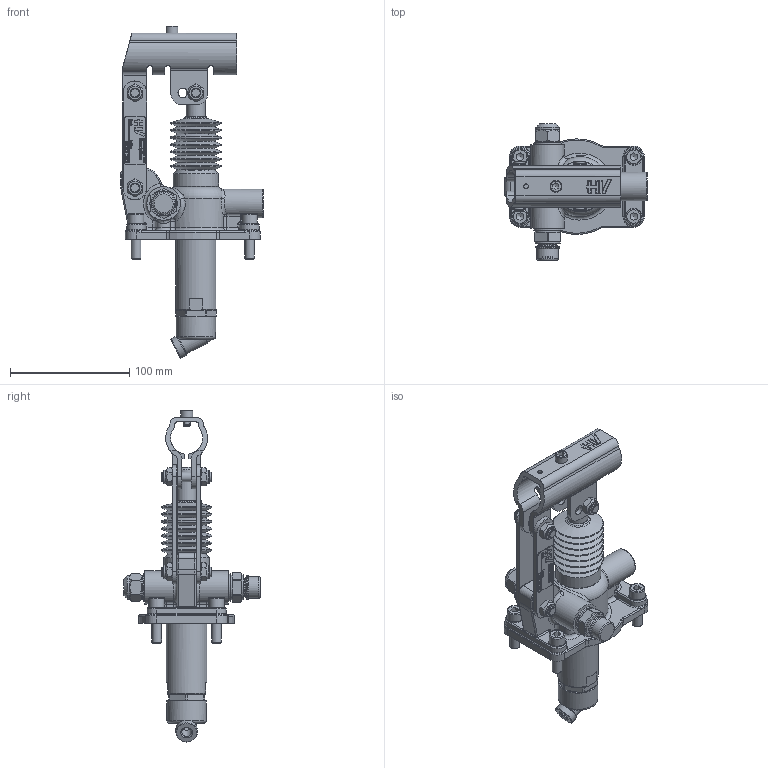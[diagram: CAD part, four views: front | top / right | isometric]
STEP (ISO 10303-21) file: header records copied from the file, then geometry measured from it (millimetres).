
FILE_DESCRIPTION((''),'2;1');
FILE_NAME('PM 25 byB-e-s (HV) STEP.stp','2014-08-04T15:07:10',('Christian'),(''),'Autodesk Inventor 2013','Autodesk Inventor 2013','');
FILE_SCHEMA(('AUTOMOTIVE_DESIGN { 1 0 10303 214 1 1 1 1 }'));
Length unit declared in the file: millimetre
Products named in the file (1): Parte35
Bounding box: 119.5 x 114 x 277.85 mm (x, y, z)
Volume: 1335 mm3; surface area: 133903.7 mm2
Topology: 12 solids, 15 shells, 1425 faces, 3515 edges, 2207 vertices
Faces by surface type: plane 659, cylinder 305, bspline 192, cone 131, torus 123, sphere 15
Full cylindrical faces by diameter (mm): 4 x2, 5 x1, 6 x1, 8 x23, 8.5 x4, 9 x1, 10 x1, 10.5 x1, 11.05 x6, 12 x4, 13 x4, 14 x4, 14.95 x1, 16 x2, 16.6 x2, 17 x2, 18 x3, 20 x3, 21 x2, 22 x1, 23 x2, 24 x1, 25 x1, 28 x1, 29 x2, 33 x1, 34 x1, 38.004 x1, 40 x1
Entity records: 44429 total; most frequent: CARTESIAN_POINT 11619, ORIENTED_EDGE 6490, DIRECTION 6010, EDGE_CURVE 3245, AXIS2_PLACEMENT_3D 2150, VERTEX_POINT 2147, EDGE_LOOP 1766, VECTOR 1710
